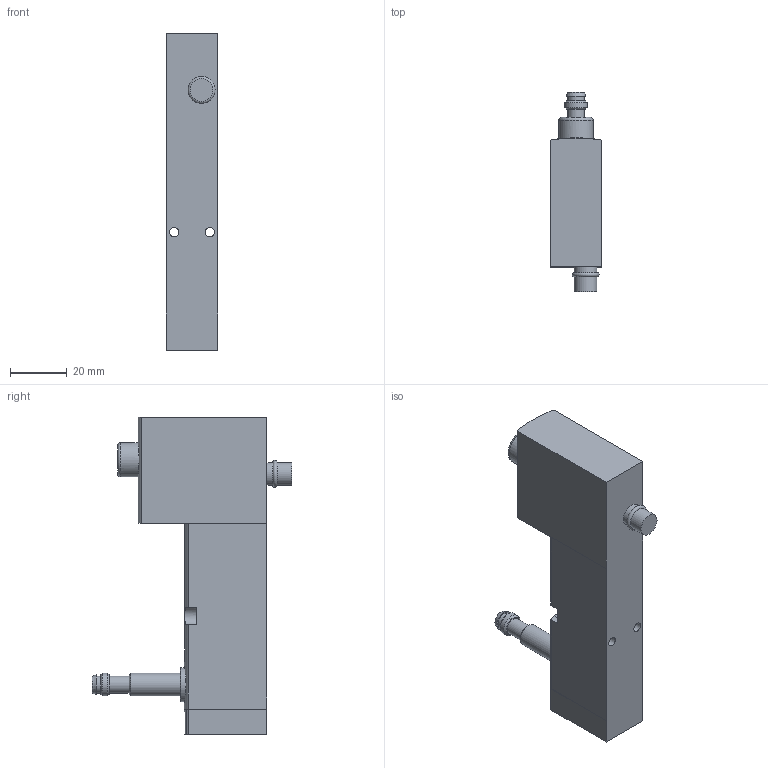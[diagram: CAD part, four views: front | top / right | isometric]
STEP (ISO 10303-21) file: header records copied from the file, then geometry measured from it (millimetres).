
FILE_DESCRIPTION(/* description */ ('STEP AP214'),/* implementation_level */ '2;1');
FILE_NAME(/* name */ '573203_VSVA-B-M52-MZD-A2-1T1L-ANP',/* time_stamp */ '2024-09-17T07:32:59+02:00',/* author */ ('License CC BY-ND 4.0'),/* organization */ ('CADENAS'),/* preprocessor_version */ 'ST-DEVELOPER v19.3',/* originating_system */ 'PARTsolutions',/* authorisation */ ' ');
FILE_SCHEMA (('AUTOMOTIVE_DESIGN {1 0 10303 214 3 1 1}'));
Length unit declared in the file: millimetre
Products named in the file (1): 573203 VSVA-B-M52-MZD-A2-1T1L-ANP
Bounding box: 18.1 x 70.3 x 111.8 mm (x, y, z)
Volume: 70776.8 mm3; surface area: 15222.8 mm2
Topology: 1 solids, 1 shells, 82 faces, 187 edges, 121 vertices
Faces by surface type: plane 40, cylinder 34, cone 6, torus 2
Full cylindrical faces by diameter (mm): 1.2 x2, 3.3 x2, 6 x2, 8 x4, 12 x2, 13 x1
Entity records: 2839 total; most frequent: CARTESIAN_POINT 408, DIRECTION 404, ORIENTED_EDGE 328, EDGE_CURVE 164, AXIS2_PLACEMENT_3D 161, EDGE_LOOP 121, FACE_BOUND 121, VERTEX_POINT 119
